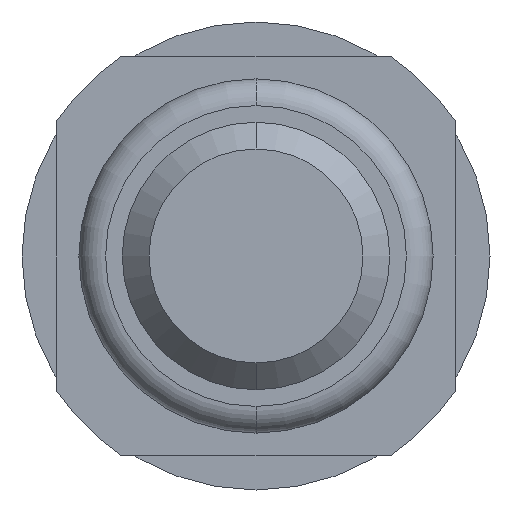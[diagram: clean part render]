
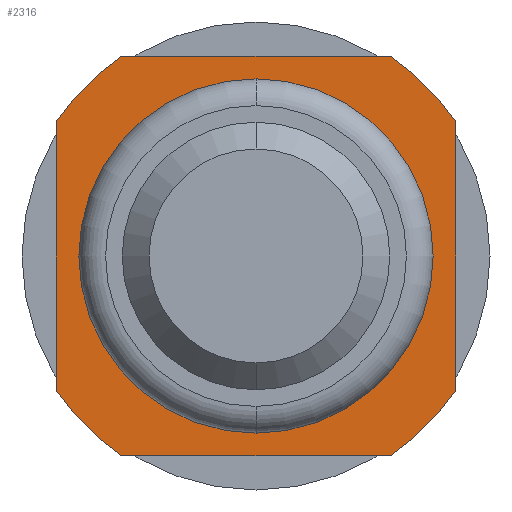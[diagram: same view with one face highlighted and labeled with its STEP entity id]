
A CAD part, front view. The second image highlights one B-rep face of the part: STEP entity #2316.
In plain terms, the highlighted planar face has unit normal (0, -1, 0).
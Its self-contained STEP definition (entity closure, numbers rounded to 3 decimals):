
#52 = CARTESIAN_POINT ( 'NONE',  ( 0., -2., 0. ) ) ;
#56 = VERTEX_POINT ( 'NONE', #849 ) ;
#192 = AXIS2_PLACEMENT_3D ( 'NONE', #2610, #656, #2117 ) ;
#229 = ORIENTED_EDGE ( 'NONE', *, *, #1084, .F. ) ;
#237 = EDGE_CURVE ( 'NONE', #2318, #2737, #3217, .T. ) ;
#337 = DIRECTION ( 'NONE',  ( 0., 0., 1. ) ) ;
#420 = DIRECTION ( 'NONE',  ( 0., 0., 1. ) ) ;
#421 = CARTESIAN_POINT ( 'NONE',  ( -1.495, -2., -1.002 ) ) ;
#428 = VECTOR ( 'NONE', #3676, 1000. ) ;
#487 = VERTEX_POINT ( 'NONE', #1166 ) ;
#618 = CARTESIAN_POINT ( 'NONE',  ( -1.495, -2., 1.002 ) ) ;
#620 = PLANE ( 'NONE',  #192 ) ;
#641 = ORIENTED_EDGE ( 'NONE', *, *, #2455, .F. ) ;
#645 = CARTESIAN_POINT ( 'NONE',  ( 0., -2., 1.325 ) ) ;
#656 = DIRECTION ( 'NONE',  ( 0., 1., 0. ) ) ;
#678 = CARTESIAN_POINT ( 'NONE',  ( -1.495, -2., 0. ) ) ;
#680 = CARTESIAN_POINT ( 'NONE',  ( 0., -2., 0. ) ) ;
#849 = CARTESIAN_POINT ( 'NONE',  ( -1.002, -2., -1.495 ) ) ;
#853 = VECTOR ( 'NONE', #1990, 1000. ) ;
#872 = FACE_OUTER_BOUND ( 'NONE', #2364, .T. ) ;
#874 = CARTESIAN_POINT ( 'NONE',  ( 0., -2., 0. ) ) ;
#915 = CIRCLE ( 'NONE', #1656, 1.325 ) ;
#971 = FACE_BOUND ( 'NONE', #3258, .T. ) ;
#1059 = DIRECTION ( 'NONE',  ( 0., 1., 0. ) ) ;
#1060 = VECTOR ( 'NONE', #1556, 1000. ) ;
#1084 = EDGE_CURVE ( 'NONE', #2939, #2318, #1114, .T. ) ;
#1114 = LINE ( 'NONE', #3671, #853 ) ;
#1166 = CARTESIAN_POINT ( 'NONE',  ( 1.002, -2., -1.495 ) ) ;
#1185 = LINE ( 'NONE', #678, #1681 ) ;
#1218 = AXIS2_PLACEMENT_3D ( 'NONE', #3135, #1421, #337 ) ;
#1274 = CARTESIAN_POINT ( 'NONE',  ( 0., -2., 0. ) ) ;
#1292 = ORIENTED_EDGE ( 'NONE', *, *, #237, .F. ) ;
#1421 = DIRECTION ( 'NONE',  ( 0., 1., 0. ) ) ;
#1449 = CARTESIAN_POINT ( 'NONE',  ( 1.8, -2., -1.495 ) ) ;
#1544 = DIRECTION ( 'NONE',  ( 0., 0., 1. ) ) ;
#1556 = DIRECTION ( 'NONE',  ( 0., 0., -1. ) ) ;
#1599 = ORIENTED_EDGE ( 'NONE', *, *, #1946, .T. ) ;
#1656 = AXIS2_PLACEMENT_3D ( 'NONE', #874, #2280, #1716 ) ;
#1681 = VECTOR ( 'NONE', #1544, 1000. ) ;
#1716 = DIRECTION ( 'NONE',  ( 0., 0., 1. ) ) ;
#1734 = VERTEX_POINT ( 'NONE', #421 ) ;
#1773 = CIRCLE ( 'NONE', #2348, 1.8 ) ;
#1823 = DIRECTION ( 'NONE',  ( 0., 1., 0. ) ) ;
#1840 = DIRECTION ( 'NONE',  ( 0., 0., 1. ) ) ;
#1883 = EDGE_CURVE ( 'NONE', #487, #56, #2030, .T. ) ;
#1923 = VERTEX_POINT ( 'NONE', #645 ) ;
#1944 = CARTESIAN_POINT ( 'NONE',  ( -1.002, -2., 1.495 ) ) ;
#1946 = EDGE_CURVE ( 'NONE', #1923, #2403, #3330, .T. ) ;
#1990 = DIRECTION ( 'NONE',  ( 1., 0., 0. ) ) ;
#2000 = ORIENTED_EDGE ( 'NONE', *, *, #2704, .F. ) ;
#2030 = LINE ( 'NONE', #1449, #428 ) ;
#2055 = EDGE_CURVE ( 'NONE', #2746, #487, #1773, .T. ) ;
#2073 = AXIS2_PLACEMENT_3D ( 'NONE', #2460, #1059, #3038 ) ;
#2117 = DIRECTION ( 'NONE',  ( 0., 0., 1. ) ) ;
#2125 = DIRECTION ( 'NONE',  ( 0., 1., 0. ) ) ;
#2140 = ORIENTED_EDGE ( 'NONE', *, *, #2055, .F. ) ;
#2280 = DIRECTION ( 'NONE',  ( 0., 1., 0. ) ) ;
#2316 = ADVANCED_FACE ( 'NONE', ( #971, #872 ), #620, .F. ) ;
#2318 = VERTEX_POINT ( 'NONE', #2891 ) ;
#2346 = ORIENTED_EDGE ( 'NONE', *, *, #2986, .F. ) ;
#2348 = AXIS2_PLACEMENT_3D ( 'NONE', #680, #1823, #1840 ) ;
#2364 = EDGE_LOOP ( 'NONE', ( #2452, #1292, #229, #2346, #641, #2000, #2369, #2140 ) ) ;
#2369 = ORIENTED_EDGE ( 'NONE', *, *, #1883, .F. ) ;
#2403 = VERTEX_POINT ( 'NONE', #2588 ) ;
#2412 = ORIENTED_EDGE ( 'NONE', *, *, #2554, .T. ) ;
#2452 = ORIENTED_EDGE ( 'NONE', *, *, #2874, .F. ) ;
#2455 = EDGE_CURVE ( 'NONE', #1734, #2715, #1185, .T. ) ;
#2460 = CARTESIAN_POINT ( 'NONE',  ( 0., -2., 0. ) ) ;
#2553 = CARTESIAN_POINT ( 'NONE',  ( 1.495, -2., 1.002 ) ) ;
#2554 = EDGE_CURVE ( 'NONE', #2403, #1923, #915, .T. ) ;
#2588 = CARTESIAN_POINT ( 'NONE',  ( 0., -2., -1.325 ) ) ;
#2597 = CIRCLE ( 'NONE', #1218, 1.8 ) ;
#2610 = CARTESIAN_POINT ( 'NONE',  ( 1.8, -2., 0. ) ) ;
#2704 = EDGE_CURVE ( 'NONE', #56, #1734, #2597, .T. ) ;
#2715 = VERTEX_POINT ( 'NONE', #618 ) ;
#2737 = VERTEX_POINT ( 'NONE', #2553 ) ;
#2746 = VERTEX_POINT ( 'NONE', #3150 ) ;
#2874 = EDGE_CURVE ( 'NONE', #2737, #2746, #3371, .T. ) ;
#2891 = CARTESIAN_POINT ( 'NONE',  ( 1.002, -2., 1.495 ) ) ;
#2909 = DIRECTION ( 'NONE',  ( 0., 0., 1. ) ) ;
#2939 = VERTEX_POINT ( 'NONE', #1944 ) ;
#2986 = EDGE_CURVE ( 'NONE', #2715, #2939, #3246, .T. ) ;
#3038 = DIRECTION ( 'NONE',  ( 0., 0., 1. ) ) ;
#3135 = CARTESIAN_POINT ( 'NONE',  ( 0., -2., 0. ) ) ;
#3150 = CARTESIAN_POINT ( 'NONE',  ( 1.495, -2., -1.002 ) ) ;
#3205 = DIRECTION ( 'NONE',  ( 0., 1., 0. ) ) ;
#3217 = CIRCLE ( 'NONE', #3392, 1.8 ) ;
#3246 = CIRCLE ( 'NONE', #2073, 1.8 ) ;
#3258 = EDGE_LOOP ( 'NONE', ( #1599, #2412 ) ) ;
#3330 = CIRCLE ( 'NONE', #3379, 1.325 ) ;
#3371 = LINE ( 'NONE', #3571, #1060 ) ;
#3379 = AXIS2_PLACEMENT_3D ( 'NONE', #52, #3205, #2909 ) ;
#3392 = AXIS2_PLACEMENT_3D ( 'NONE', #1274, #2125, #420 ) ;
#3571 = CARTESIAN_POINT ( 'NONE',  ( 1.495, -2., 0. ) ) ;
#3671 = CARTESIAN_POINT ( 'NONE',  ( 1.8, -2., 1.495 ) ) ;
#3676 = DIRECTION ( 'NONE',  ( -1., 0., 0. ) ) ;
